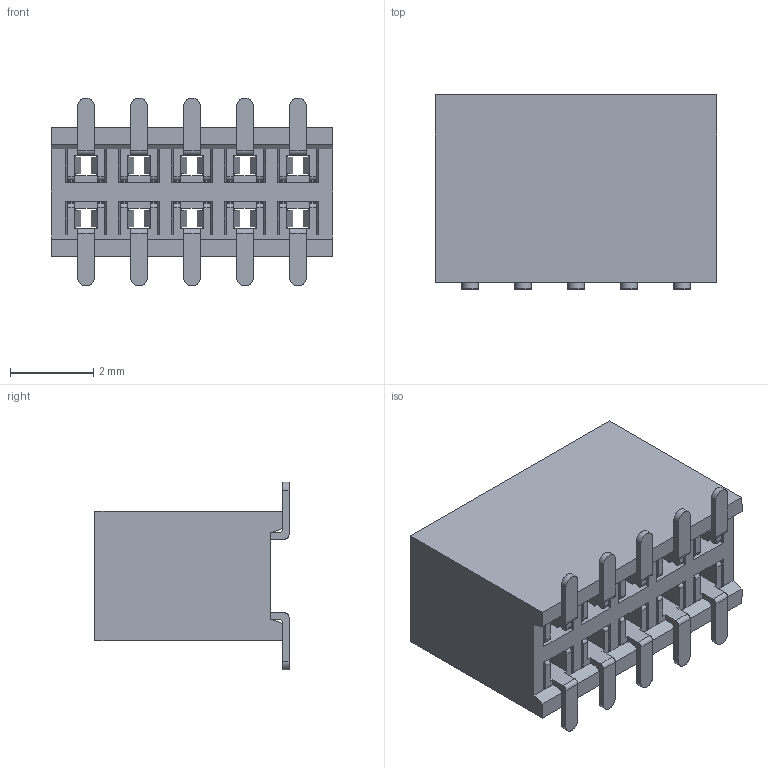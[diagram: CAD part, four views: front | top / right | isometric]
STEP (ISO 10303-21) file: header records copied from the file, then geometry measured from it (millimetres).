
FILE_DESCRIPTION (( 'STEP AP203' ), '1' );
FILE_NAME ('_ _ _B052NFSS-RC.STEP', '2016-06-14T07:51:51', ( 'LUANN HERRING' ), ( 'SULLINS' ), 'SwSTEP 2.0', 'SolidWorks 2015', '' );
FILE_SCHEMA (( 'CONFIG_CONTROL_DESIGN' ));
Length unit declared in the file: inch
Products named in the file (2): _ _ _B052NFSS-RC
Bounding box: 6.75 x 4.65 x 4.5 mm (x, y, z)
Volume: 69.1 mm3; surface area: 417.6 mm2
Topology: 11 solids, 11 shells, 860 faces, 2414 edges, 1576 vertices
Faces by surface type: plane 640, cylinder 220
Entity records: 28500 total; most frequent: CARTESIAN_POINT 7137, ORIENTED_EDGE 4828, DIRECTION 3688, EDGE_CURVE 2414, LINE 1884, VECTOR 1884, VERTEX_POINT 1576, AXIS2_PLACEMENT_3D 902
